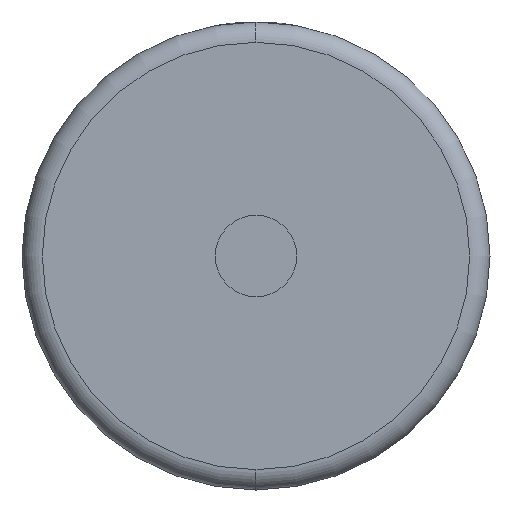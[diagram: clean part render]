
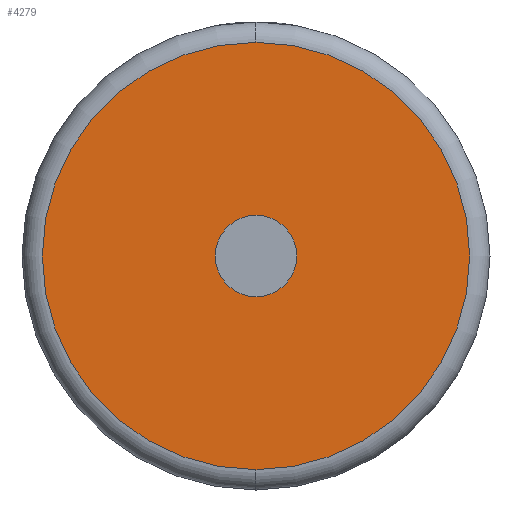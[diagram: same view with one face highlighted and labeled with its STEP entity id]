
A CAD part, left-side view. The second image highlights one B-rep face of the part: STEP entity #4279.
In plain terms, the highlighted planar face has unit normal (-1, 0, 0).
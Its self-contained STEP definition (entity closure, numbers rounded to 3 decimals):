
#26 = FACE_OUTER_BOUND ( 'NONE', #6511, .T. ) ;
#64 = CARTESIAN_POINT ( 'NONE',  ( 0., 0., 21. ) ) ;
#102 = CARTESIAN_POINT ( 'NONE',  ( 0., 0., 0. ) ) ;
#540 = DIRECTION ( 'NONE',  ( -1., 0., 0. ) ) ;
#615 = AXIS2_PLACEMENT_3D ( 'NONE', #5189, #540, #4092 ) ;
#670 = PLANE ( 'NONE',  #6471 ) ;
#903 = AXIS2_PLACEMENT_3D ( 'NONE', #2315, #1322, #2880 ) ;
#1177 = DIRECTION ( 'NONE',  ( 0., 0., -1. ) ) ;
#1269 = CARTESIAN_POINT ( 'NONE',  ( 0., 0., 4. ) ) ;
#1281 = CIRCLE ( 'NONE', #4643, 21. ) ;
#1322 = DIRECTION ( 'NONE',  ( -1., 0., 0. ) ) ;
#1434 = EDGE_LOOP ( 'NONE', ( #2948, #4465 ) ) ;
#1590 = FACE_BOUND ( 'NONE', #1434, .T. ) ;
#1868 = ORIENTED_EDGE ( 'NONE', *, *, #6447, .T. ) ;
#1894 = EDGE_CURVE ( 'NONE', #5544, #5159, #5827, .T. ) ;
#2115 = DIRECTION ( 'NONE',  ( -1., 0., 0. ) ) ;
#2315 = CARTESIAN_POINT ( 'NONE',  ( 0., 0., 0. ) ) ;
#2584 = CARTESIAN_POINT ( 'NONE',  ( 0., 0., 0. ) ) ;
#2645 = DIRECTION ( 'NONE',  ( 1., 0., 0. ) ) ;
#2687 = CARTESIAN_POINT ( 'NONE',  ( 0., 0., -21. ) ) ;
#2758 = ORIENTED_EDGE ( 'NONE', *, *, #1894, .T. ) ;
#2880 = DIRECTION ( 'NONE',  ( 0., 0., -1. ) ) ;
#2928 = CIRCLE ( 'NONE', #5788, 4. ) ;
#2948 = ORIENTED_EDGE ( 'NONE', *, *, #5575, .F. ) ;
#3150 = DIRECTION ( 'NONE',  ( -1., 0., 0. ) ) ;
#3830 = VERTEX_POINT ( 'NONE', #5720 ) ;
#4092 = DIRECTION ( 'NONE',  ( 0., 0., -1. ) ) ;
#4153 = DIRECTION ( 'NONE',  ( 0., 0., -1. ) ) ;
#4273 = EDGE_CURVE ( 'NONE', #4347, #3830, #2928, .T. ) ;
#4279 = ADVANCED_FACE ( 'NONE', ( #26, #1590 ), #670, .F. ) ;
#4347 = VERTEX_POINT ( 'NONE', #1269 ) ;
#4465 = ORIENTED_EDGE ( 'NONE', *, *, #4273, .F. ) ;
#4643 = AXIS2_PLACEMENT_3D ( 'NONE', #6177, #3150, #4153 ) ;
#5159 = VERTEX_POINT ( 'NONE', #2687 ) ;
#5189 = CARTESIAN_POINT ( 'NONE',  ( 0., 0., 0. ) ) ;
#5544 = VERTEX_POINT ( 'NONE', #64 ) ;
#5575 = EDGE_CURVE ( 'NONE', #3830, #4347, #5921, .T. ) ;
#5720 = CARTESIAN_POINT ( 'NONE',  ( 0., 0., -4. ) ) ;
#5738 = DIRECTION ( 'NONE',  ( 0., 0., -1. ) ) ;
#5788 = AXIS2_PLACEMENT_3D ( 'NONE', #102, #2115, #5738 ) ;
#5827 = CIRCLE ( 'NONE', #903, 21. ) ;
#5921 = CIRCLE ( 'NONE', #615, 4. ) ;
#6177 = CARTESIAN_POINT ( 'NONE',  ( 0., 0., 0. ) ) ;
#6447 = EDGE_CURVE ( 'NONE', #5159, #5544, #1281, .T. ) ;
#6471 = AXIS2_PLACEMENT_3D ( 'NONE', #2584, #2645, #1177 ) ;
#6511 = EDGE_LOOP ( 'NONE', ( #1868, #2758 ) ) ;
